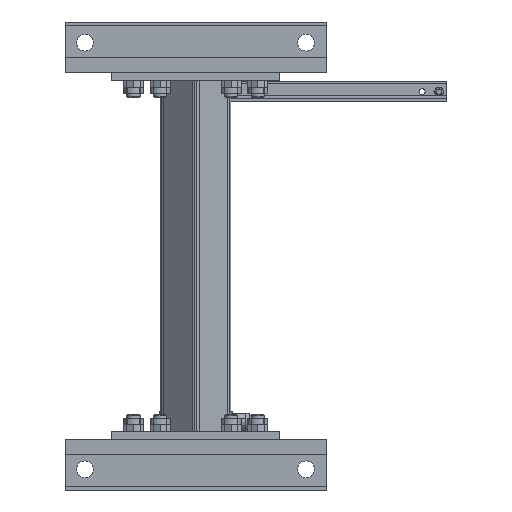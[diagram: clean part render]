
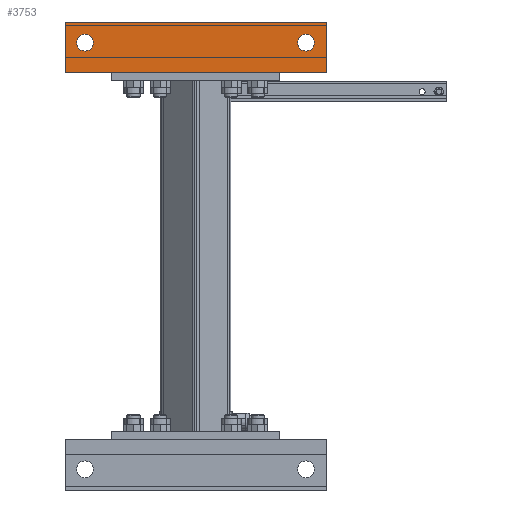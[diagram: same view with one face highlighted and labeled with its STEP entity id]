
A CAD part, left-side view. The second image highlights one B-rep face of the part: STEP entity #3753.
In plain terms, the highlighted face is planar.
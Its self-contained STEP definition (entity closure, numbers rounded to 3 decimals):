
#3753=ADVANCED_FACE('',(#6772,#6773,#6774),#6775,.T.);
#6772=FACE_BOUND('',#9575,.T.);
#6773=FACE_BOUND('',#9576,.T.);
#6774=FACE_OUTER_BOUND('',#9577,.T.);
#6775=PLANE('',#9578);
#9575=EDGE_LOOP('',(#15164));
#9576=EDGE_LOOP('',(#15165));
#9577=EDGE_LOOP('',(#15166,#15167,#15168,#15169));
#9578=AXIS2_PLACEMENT_3D('',#15170,#15171,#15172);
#15164=ORIENTED_EDGE('',*,*,#17204,.T.);
#15165=ORIENTED_EDGE('',*,*,#17354,.T.);
#15166=ORIENTED_EDGE('',*,*,#17382,.T.);
#15167=ORIENTED_EDGE('',*,*,#16341,.F.);
#15168=ORIENTED_EDGE('',*,*,#16653,.T.);
#15169=ORIENTED_EDGE('',*,*,#17258,.T.);
#15170=CARTESIAN_POINT('',(37.5,0.,0.));
#15171=DIRECTION('',(0.,-1.,0.));
#15172=DIRECTION('',(1.,0.,0.));
#16341=EDGE_CURVE('',#19006,#19004,#19008,.T.);
#16653=EDGE_CURVE('',#19006,#19483,#19485,.T.);
#17204=EDGE_CURVE('',#20263,#20263,#20264,.T.);
#17258=EDGE_CURVE('',#19483,#20330,#20332,.T.);
#17354=EDGE_CURVE('',#20445,#20445,#20446,.T.);
#17382=EDGE_CURVE('',#20330,#19004,#20483,.T.);
#19004=VERTEX_POINT('',#23704);
#19006=VERTEX_POINT('',#23707);
#19008=LINE('',#23710,#23711);
#19483=VERTEX_POINT('',#24863);
#19485=LINE('',#24866,#24867);
#20263=VERTEX_POINT('',#27015);
#20264=CIRCLE('',#27016,12.5);
#20330=VERTEX_POINT('',#27226);
#20332=LINE('',#27229,#27230);
#20445=VERTEX_POINT('',#27583);
#20446=CIRCLE('',#27584,12.5);
#20483=LINE('',#27705,#27706);
#23704=CARTESIAN_POINT('',(0.,0.,390.));
#23707=CARTESIAN_POINT('',(0.,0.,0.));
#23710=CARTESIAN_POINT('',(0.,0.,0.));
#23711=VECTOR('',#29642,1.);
#24863=CARTESIAN_POINT('',(75.,0.,0.));
#24866=CARTESIAN_POINT('',(0.,0.,0.));
#24867=VECTOR('',#30003,1.);
#27015=CARTESIAN_POINT('',(56.5,0.,30.));
#27016=AXIS2_PLACEMENT_3D('',#30560,#30561,#30562);
#27226=CARTESIAN_POINT('',(75.,0.,390.));
#27229=CARTESIAN_POINT('',(75.,0.,0.));
#27230=VECTOR('',#30597,1.);
#27583=CARTESIAN_POINT('',(56.5,0.,360.));
#27584=AXIS2_PLACEMENT_3D('',#30664,#30665,#30666);
#27705=CARTESIAN_POINT('',(0.,0.,390.));
#27706=VECTOR('',#30682,1.);
#29642=DIRECTION('',(0.,0.,1.));
#30003=DIRECTION('',(1.,0.,0.));
#30560=CARTESIAN_POINT('',(44.,0.,30.));
#30561=DIRECTION('',(0.,1.,0.));
#30562=DIRECTION('',(1.,0.,0.));
#30597=DIRECTION('',(0.,0.,1.));
#30664=CARTESIAN_POINT('',(44.,0.,360.));
#30665=DIRECTION('',(0.,1.,0.));
#30666=DIRECTION('',(1.,0.,0.));
#30682=DIRECTION('',(-1.,0.,0.));
